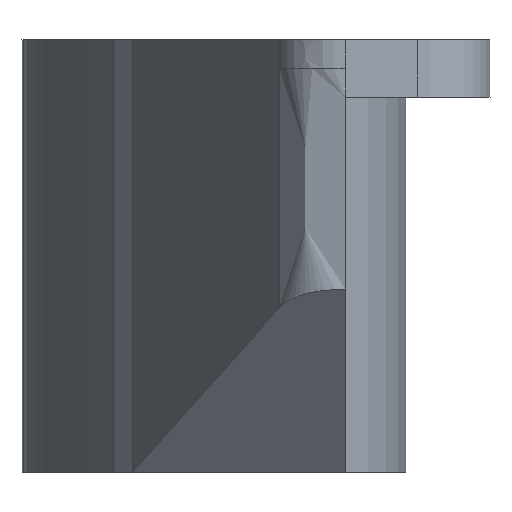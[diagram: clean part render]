
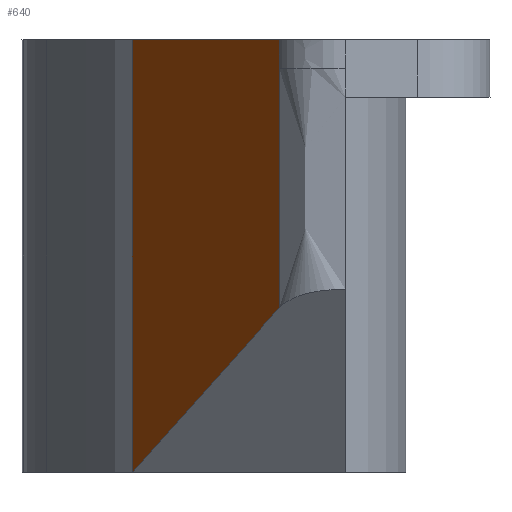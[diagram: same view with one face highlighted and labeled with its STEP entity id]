
A CAD part, left-side view. The second image highlights one B-rep face of the part: STEP entity #640.
In plain terms, the highlighted planar face has unit normal (-0.357, 0.934, 0).
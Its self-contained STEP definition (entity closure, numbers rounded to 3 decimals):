
#41=PLANE('',#703);
#68=FACE_OUTER_BOUND('',#103,.T.);
#103=EDGE_LOOP('',(#552,#553,#554,#555,#556));
#125=LINE('',#935,#191);
#171=LINE('',#1078,#237);
#172=LINE('',#1091,#238);
#174=LINE('',#1094,#240);
#175=LINE('',#1095,#241);
#191=VECTOR('',#755,10.);
#237=VECTOR('',#851,10.);
#238=VECTOR('',#854,10.);
#240=VECTOR('',#858,10.);
#241=VECTOR('',#859,10.);
#287=VERTEX_POINT('',#932);
#288=VERTEX_POINT('',#934);
#323=VERTEX_POINT('',#1071);
#324=VERTEX_POINT('',#1077);
#325=VERTEX_POINT('',#1090);
#350=EDGE_CURVE('',#288,#287,#125,.T.);
#406=EDGE_CURVE('',#324,#323,#171,.T.);
#408=EDGE_CURVE('',#325,#324,#172,.F.);
#410=EDGE_CURVE('',#325,#287,#174,.F.);
#411=EDGE_CURVE('',#288,#323,#175,.T.);
#552=ORIENTED_EDGE('',*,*,#350,.T.);
#553=ORIENTED_EDGE('',*,*,#410,.F.);
#554=ORIENTED_EDGE('',*,*,#408,.T.);
#555=ORIENTED_EDGE('',*,*,#406,.T.);
#556=ORIENTED_EDGE('',*,*,#411,.F.);
#640=ADVANCED_FACE('',(#68),#41,.F.);
#703=AXIS2_PLACEMENT_3D('',#1093,#856,#857);
#755=DIRECTION('',(0.934,0.357,0.));
#851=DIRECTION('',(0.,0.,1.));
#854=DIRECTION('',(0.867,0.332,-0.372));
#856=DIRECTION('center_axis',(0.357,-0.934,0.));
#857=DIRECTION('ref_axis',(-0.934,-0.357,0.));
#858=DIRECTION('',(0.,0.,-1.));
#859=DIRECTION('',(0.,0.,-1.));
#932=CARTESIAN_POINT('',(68.492,-65.888,147.858));
#934=CARTESIAN_POINT('',(61.841,-68.434,147.858));
#935=CARTESIAN_POINT('',(68.726,-65.799,147.858));
#1071=CARTESIAN_POINT('',(61.841,-68.434,147.358));
#1077=CARTESIAN_POINT('',(61.841,-68.434,143.208));
#1078=CARTESIAN_POINT('',(61.841,-68.434,143.208));
#1090=CARTESIAN_POINT('',(68.492,-65.888,140.358));
#1091=CARTESIAN_POINT('',(65.096,-67.188,141.814));
#1093=CARTESIAN_POINT('Origin',(68.069,-66.05,148.358));
#1094=CARTESIAN_POINT('',(68.492,-65.888,148.358));
#1095=CARTESIAN_POINT('',(61.841,-68.434,147.858));
